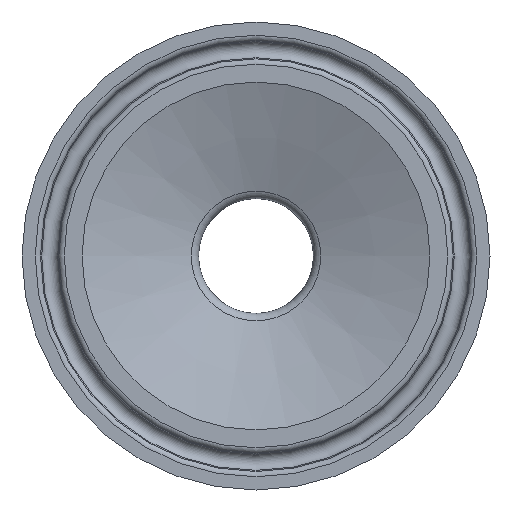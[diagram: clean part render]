
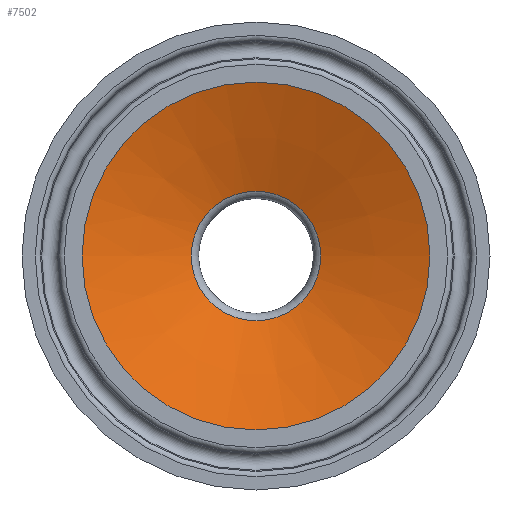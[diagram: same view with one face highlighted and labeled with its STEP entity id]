
A CAD part, left-side view. The second image highlights one B-rep face of the part: STEP entity #7502.
In plain terms, the highlighted conical face has half-angle 70 degrees and reference radius 15.796 mm.
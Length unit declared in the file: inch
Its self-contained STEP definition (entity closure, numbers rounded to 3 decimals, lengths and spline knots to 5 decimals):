
#15=CONICAL_SURFACE('',#8025,0.62188,1.222);
#866=FACE_OUTER_BOUND('',#1314,.T.);
#1314=EDGE_LOOP('',(#6926,#6927,#6928,#6929,#6930,#6931,#6932));
#1540=CIRCLE('',#8021,0.34823);
#1541=CIRCLE('',#8022,0.34823);
#1543=CIRCLE('',#8024,0.34823);
#1544=CIRCLE('',#8026,0.935);
#1545=CIRCLE('',#8027,0.935);
#2087=LINE('',#16409,#2596);
#2596=VECTOR('',#9558,0.62188);
#3637=VERTEX_POINT('',#16400);
#3638=VERTEX_POINT('',#16401);
#3639=VERTEX_POINT('',#16403);
#3640=VERTEX_POINT('',#16408);
#3641=VERTEX_POINT('',#16410);
#4745=EDGE_CURVE('',#3637,#3638,#1540,.T.);
#4746=EDGE_CURVE('',#3638,#3639,#1541,.T.);
#4748=EDGE_CURVE('',#3639,#3637,#1543,.T.);
#4749=EDGE_CURVE('',#3638,#3640,#2087,.T.);
#4750=EDGE_CURVE('',#3641,#3640,#1544,.T.);
#4751=EDGE_CURVE('',#3640,#3641,#1545,.T.);
#6926=ORIENTED_EDGE('',*,*,#4745,.F.);
#6927=ORIENTED_EDGE('',*,*,#4748,.F.);
#6928=ORIENTED_EDGE('',*,*,#4746,.F.);
#6929=ORIENTED_EDGE('',*,*,#4749,.T.);
#6930=ORIENTED_EDGE('',*,*,#4750,.F.);
#6931=ORIENTED_EDGE('',*,*,#4751,.F.);
#6932=ORIENTED_EDGE('',*,*,#4749,.F.);
#7502=ADVANCED_FACE('',(#866),#15,.F.);
#8021=AXIS2_PLACEMENT_3D('',#16402,#9548,#9549);
#8022=AXIS2_PLACEMENT_3D('',#16404,#9550,#9551);
#8024=AXIS2_PLACEMENT_3D('',#16406,#9554,#9555);
#8025=AXIS2_PLACEMENT_3D('',#16407,#9556,#9557);
#8026=AXIS2_PLACEMENT_3D('',#16411,#9559,#9560);
#8027=AXIS2_PLACEMENT_3D('',#16412,#9561,#9562);
#9548=DIRECTION('center_axis',(-1.,0.,0.));
#9549=DIRECTION('ref_axis',(0.,-1.,0.));
#9550=DIRECTION('center_axis',(-1.,0.,0.));
#9551=DIRECTION('ref_axis',(0.,-1.,0.));
#9554=DIRECTION('center_axis',(-1.,0.,0.));
#9555=DIRECTION('ref_axis',(0.,-1.,0.));
#9556=DIRECTION('center_axis',(-1.,0.,0.));
#9557=DIRECTION('ref_axis',(0.,1.,0.));
#9558=DIRECTION('',(-0.342,-0.94,0.));
#9559=DIRECTION('center_axis',(1.,0.,0.));
#9560=DIRECTION('ref_axis',(0.,1.,0.));
#9561=DIRECTION('center_axis',(1.,0.,0.));
#9562=DIRECTION('ref_axis',(0.,1.,0.));
#16400=CARTESIAN_POINT('',(0.21357,0.34823,0.));
#16401=CARTESIAN_POINT('',(0.21357,-0.34823,0.));
#16402=CARTESIAN_POINT('Origin',(0.21357,0.,
0.));
#16403=CARTESIAN_POINT('',(0.21357,0.,0.34823));
#16404=CARTESIAN_POINT('Origin',(0.21357,0.,
0.));
#16406=CARTESIAN_POINT('Origin',(0.21357,0.,
0.));
#16407=CARTESIAN_POINT('Origin',(0.11397,0.,
0.));
#16408=CARTESIAN_POINT('',(0.,-0.935,0.));
#16409=CARTESIAN_POINT('',(0.11397,-0.62188,0.));
#16410=CARTESIAN_POINT('',(0.,0.935,0.));
#16411=CARTESIAN_POINT('Origin',(0.,0.,
0.));
#16412=CARTESIAN_POINT('Origin',(0.,0.,
0.));
